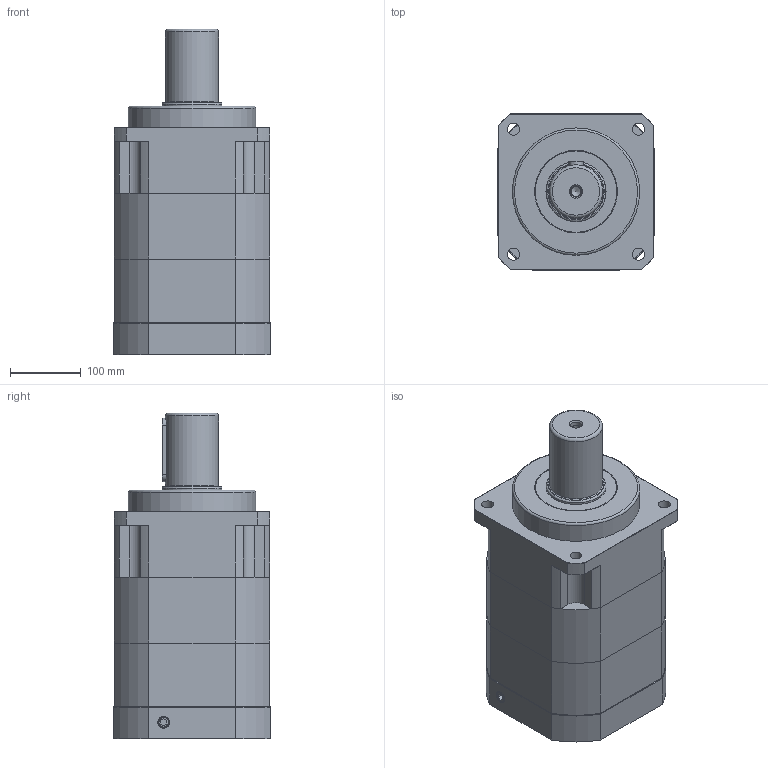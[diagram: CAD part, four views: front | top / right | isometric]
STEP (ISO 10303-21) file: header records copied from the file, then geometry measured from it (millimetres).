
FILE_DESCRIPTION((''),'2;1');
FILE_NAME('KSB-220A-2.stp','2017-03-07T10:30:14',('Young'),(''),'Autodesk Inventor 2012','Autodesk Inventor 2012','');
FILE_SCHEMA(('AUTOMOTIVE_DESIGN { 1 0 10303 214 1 1 1 1 }'));
Length unit declared in the file: millimetre
Products named in the file (4): 조립품2; KSB-220A-2; BS 4168 : 부품 1 6각 소켓 머리 캡 나사 - 미터 M10 x 40; BS 4168 : 부품 1 6각 소켓 머리 캡 나사 - 미터 M12 x 35
Assembly tree (6 placements, depth 2):
  조립품2
    KSB-220A-2
    BS 4168 : 부품 1 6각 소켓 머리 캡 나사 - 미터 M10 x 40
    BS 4168 : 부품 1 6각 소켓 머리 캡 나사 - 미터 M12 x 35  x4
Bounding box: 222 x 222 x 460.5 mm (x, y, z)
Volume: 12550893.2 mm3; surface area: 899529.8 mm2
Topology: 16 solids, 16 shells, 427 faces, 1016 edges, 655 vertices
Faces by surface type: plane 223, cylinder 117, cone 61, torus 17, bspline 9
Full cylindrical faces by diameter (mm): 8.5 x1, 10 x1, 10.2 x12, 11 x1, 12 x4, 13 x12, 14 x1, 14.275 x2, 14.5 x2, 16 x2, 17 x4, 18 x4, 19 x8, 48 x1, 58 x1, 65.2 x1, 67.8 x1, 75 x1, 84.8 x1, 85 x1, 90 x1, 95 x1, 114.3 x1, 115 x2, 155 x1, 180 x1, 200 x2
Entity records: 11452 total; most frequent: CARTESIAN_POINT 2753, DIRECTION 1771, ORIENTED_EDGE 1594, EDGE_CURVE 797, AXIS2_PLACEMENT_3D 672, VERTEX_POINT 575, EDGE_LOOP 564, VECTOR 427
